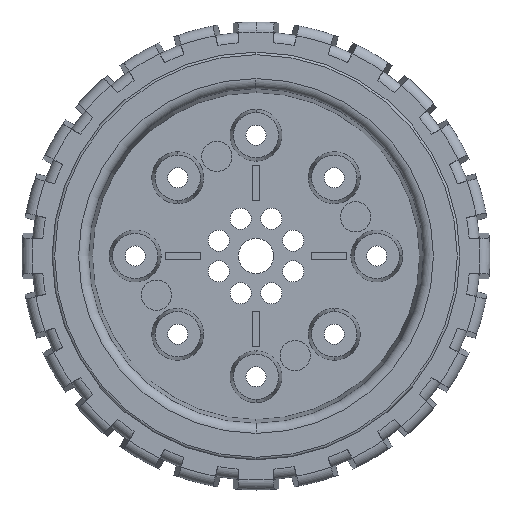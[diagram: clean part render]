
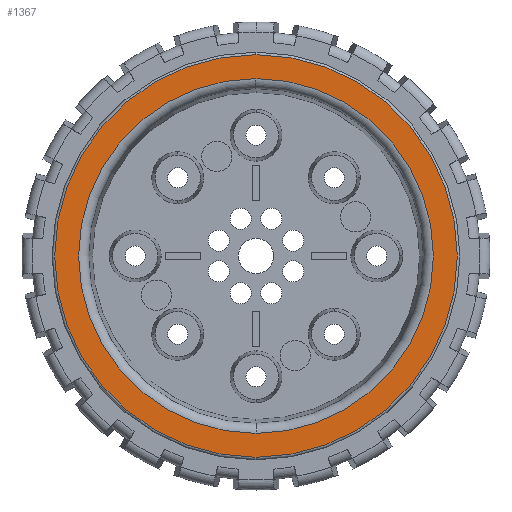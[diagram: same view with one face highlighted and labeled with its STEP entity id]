
A CAD part, left-side view. The second image highlights one B-rep face of the part: STEP entity #1367.
In plain terms, the highlighted planar face has unit normal (-1, 0, 0).
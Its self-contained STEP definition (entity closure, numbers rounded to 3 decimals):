
#816 = DIRECTION ( 'NONE',  ( 1., 0., 0. ) ) ;
#828 = CARTESIAN_POINT ( 'NONE',  ( 0., 0., 0. ) ) ;
#1103 = CARTESIAN_POINT ( 'NONE',  ( 0., 0., 0. ) ) ;
#1367 = ADVANCED_FACE ( 'NONE', ( #11105, #2513 ), #6794, .F. ) ;
#1394 = EDGE_CURVE ( 'NONE', #10523, #7051, #13014, .T. ) ;
#2293 = VERTEX_POINT ( 'NONE', #4200 ) ;
#2513 = FACE_OUTER_BOUND ( 'NONE', #11080, .T. ) ;
#2779 = DIRECTION ( 'NONE',  ( -1., 0., 0. ) ) ;
#3684 = CARTESIAN_POINT ( 'NONE',  ( 0., 0., 0. ) ) ;
#4200 = CARTESIAN_POINT ( 'NONE',  ( 0., 0., -40. ) ) ;
#4238 = CARTESIAN_POINT ( 'NONE',  ( 0., 0., 0. ) ) ;
#4337 = CIRCLE ( 'NONE', #16457, 35.248 ) ;
#4612 = AXIS2_PLACEMENT_3D ( 'NONE', #828, #8536, #12746 ) ;
#4632 = DIRECTION ( 'NONE',  ( -1., 0., 0. ) ) ;
#5023 = ORIENTED_EDGE ( 'NONE', *, *, #6345, .T. ) ;
#5353 = DIRECTION ( 'NONE',  ( 0., 0., -1. ) ) ;
#6345 = EDGE_CURVE ( 'NONE', #2293, #7896, #15661, .T. ) ;
#6794 = PLANE ( 'NONE',  #4612 ) ;
#6857 = AXIS2_PLACEMENT_3D ( 'NONE', #10392, #4632, #17968 ) ;
#7051 = VERTEX_POINT ( 'NONE', #17785 ) ;
#7339 = ORIENTED_EDGE ( 'NONE', *, *, #11812, .T. ) ;
#7896 = VERTEX_POINT ( 'NONE', #10104 ) ;
#8536 = DIRECTION ( 'NONE',  ( 1., 0., 0. ) ) ;
#9053 = CARTESIAN_POINT ( 'NONE',  ( 0., 0., 35.248 ) ) ;
#9660 = DIRECTION ( 'NONE',  ( 1., 0., 0. ) ) ;
#10104 = CARTESIAN_POINT ( 'NONE',  ( 0., 0., 40. ) ) ;
#10392 = CARTESIAN_POINT ( 'NONE',  ( 0., 0., 0. ) ) ;
#10523 = VERTEX_POINT ( 'NONE', #9053 ) ;
#11080 = EDGE_LOOP ( 'NONE', ( #5023, #11151 ) ) ;
#11105 = FACE_BOUND ( 'NONE', #16950, .T. ) ;
#11151 = ORIENTED_EDGE ( 'NONE', *, *, #17446, .T. ) ;
#11173 = AXIS2_PLACEMENT_3D ( 'NONE', #3684, #9660, #5353 ) ;
#11193 = DIRECTION ( 'NONE',  ( 0., 0., -1. ) ) ;
#11545 = ORIENTED_EDGE ( 'NONE', *, *, #1394, .T. ) ;
#11812 = EDGE_CURVE ( 'NONE', #7051, #10523, #4337, .T. ) ;
#12746 = DIRECTION ( 'NONE',  ( 0., 0., -1. ) ) ;
#13014 = CIRCLE ( 'NONE', #11173, 35.248 ) ;
#15602 = CIRCLE ( 'NONE', #6857, 40. ) ;
#15661 = CIRCLE ( 'NONE', #17215, 40. ) ;
#16457 = AXIS2_PLACEMENT_3D ( 'NONE', #1103, #816, #11193 ) ;
#16950 = EDGE_LOOP ( 'NONE', ( #7339, #11545 ) ) ;
#17215 = AXIS2_PLACEMENT_3D ( 'NONE', #4238, #2779, #17863 ) ;
#17446 = EDGE_CURVE ( 'NONE', #7896, #2293, #15602, .T. ) ;
#17785 = CARTESIAN_POINT ( 'NONE',  ( 0., 0., -35.248 ) ) ;
#17863 = DIRECTION ( 'NONE',  ( 0., 0., -1. ) ) ;
#17968 = DIRECTION ( 'NONE',  ( 0., 0., -1. ) ) ;
